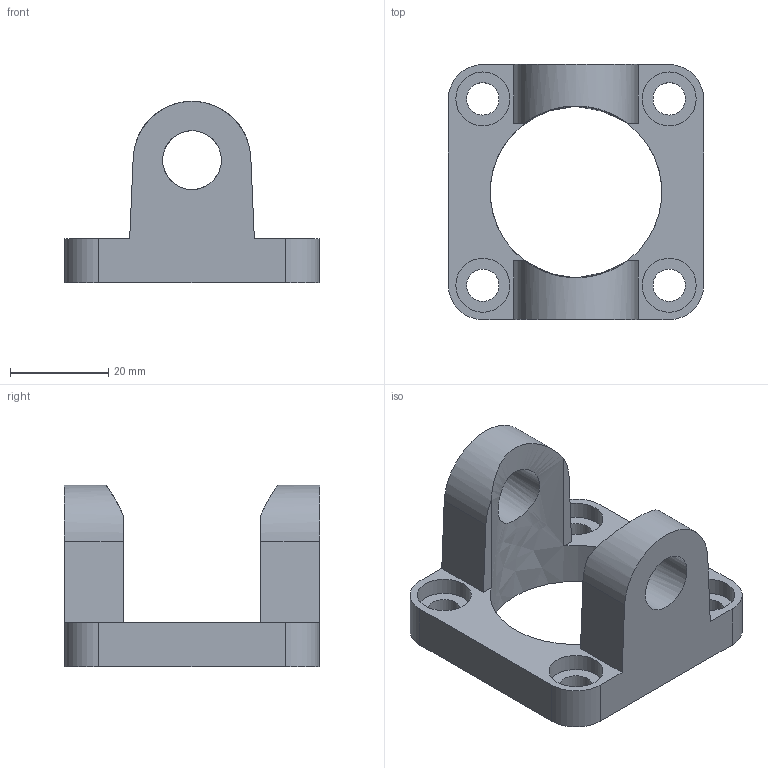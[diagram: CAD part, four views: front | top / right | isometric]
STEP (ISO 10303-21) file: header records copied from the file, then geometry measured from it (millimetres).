
FILE_DESCRIPTION((''),'2;1');
FILE_NAME('1500.40.08F.stp','2007-02-26T14:17:01',('valotma1'),(''),'Autodesk Inventor 11','Autodesk Inventor 11','');
FILE_SCHEMA(('AUTOMOTIVE_DESIGN { 1 0 10303 214 1 1 1 1 }'));
Length unit declared in the file: millimetre
Products named in the file (1): 1500.40
Bounding box: 52 x 52 x 37 mm (x, y, z)
Volume: 23457.8 mm3; surface area: 10657.4 mm2
Topology: 1 solids, 1 shells, 36 faces, 94 edges, 63 vertices
Faces by surface type: plane 15, bspline 15, cylinder 6
Entity records: 1456 total; most frequent: CARTESIAN_POINT 600, ORIENTED_EDGE 162, DIRECTION 156, EDGE_CURVE 81, EDGE_LOOP 64, VERTEX_POINT 61, AXIS2_PLACEMENT_3D 57, VECTOR 42
